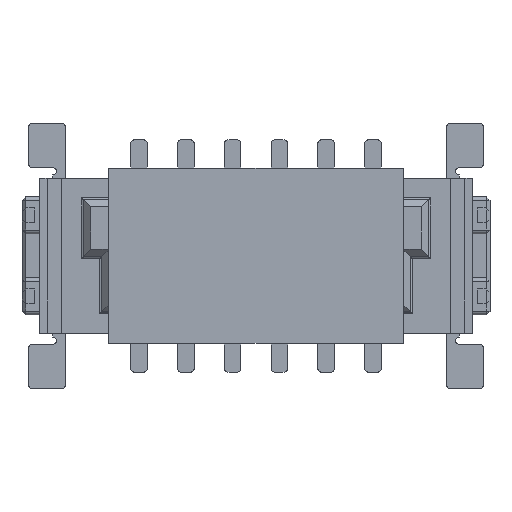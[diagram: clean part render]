
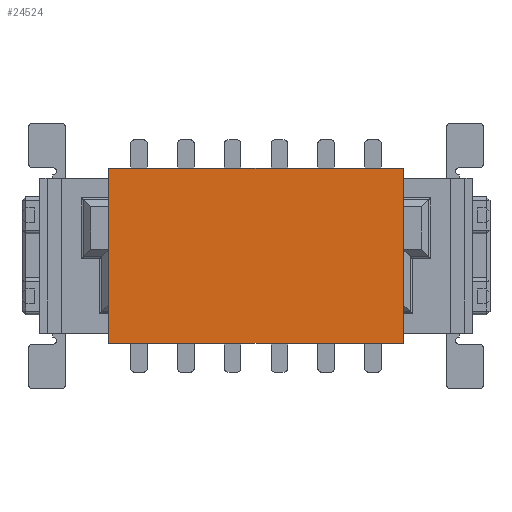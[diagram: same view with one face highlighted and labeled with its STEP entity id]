
A CAD part, top view. The second image highlights one B-rep face of the part: STEP entity #24524.
In plain terms, the highlighted face is planar.
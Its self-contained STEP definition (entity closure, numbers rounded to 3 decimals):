
#23556=DIRECTION('',(-1.,0.,0.));
#23557=VECTOR('',#23556,4.75);
#23558=CARTESIAN_POINT('',(2.375,0.,-4.));
#23559=LINE('',#23558,#23557);
#23808=DIRECTION('',(0.,0.,1.));
#23809=VECTOR('',#23808,8.);
#23810=CARTESIAN_POINT('',(2.375,0.,-4.));
#23811=LINE('',#23810,#23809);
#24039=DIRECTION('',(0.,0.,1.));
#24040=VECTOR('',#24039,8.);
#24041=CARTESIAN_POINT('',(-2.375,0.,-4.));
#24042=LINE('',#24041,#24040);
#24046=DIRECTION('',(-1.,0.,0.));
#24047=VECTOR('',#24046,4.75);
#24048=CARTESIAN_POINT('',(2.375,0.,4.));
#24049=LINE('',#24048,#24047);
#24298=CARTESIAN_POINT('',(2.375,0.,-4.));
#24299=CARTESIAN_POINT('',(-2.375,0.,-4.));
#24300=VERTEX_POINT('',#24298);
#24301=VERTEX_POINT('',#24299);
#24336=CARTESIAN_POINT('',(2.375,0.,4.));
#24337=CARTESIAN_POINT('',(-2.375,0.,4.));
#24338=VERTEX_POINT('',#24336);
#24339=VERTEX_POINT('',#24337);
#24510=CARTESIAN_POINT('',(2.375,0.,-4.));
#24511=DIRECTION('',(0.,1.,0.));
#24512=DIRECTION('',(-1.,0.,0.));
#24513=AXIS2_PLACEMENT_3D('',#24510,#24511,#24512);
#24514=PLANE('',#24513);
#24515=ORIENTED_EDGE('',*,*,#24439,.F.);
#24517=ORIENTED_EDGE('',*,*,#24516,.T.);
#24519=ORIENTED_EDGE('',*,*,#24518,.T.);
#24521=ORIENTED_EDGE('',*,*,#24520,.F.);
#24522=EDGE_LOOP('',(#24515,#24517,#24519,#24521));
#24523=FACE_OUTER_BOUND('',#24522,.F.);
#24524=ADVANCED_FACE('',(#24523),#24514,.T.);
#24439=EDGE_CURVE('',#24300,#24301,#23559,.T.);
#24516=EDGE_CURVE('',#24300,#24338,#23811,.T.);
#24518=EDGE_CURVE('',#24338,#24339,#24049,.T.);
#24520=EDGE_CURVE('',#24301,#24339,#24042,.T.);
